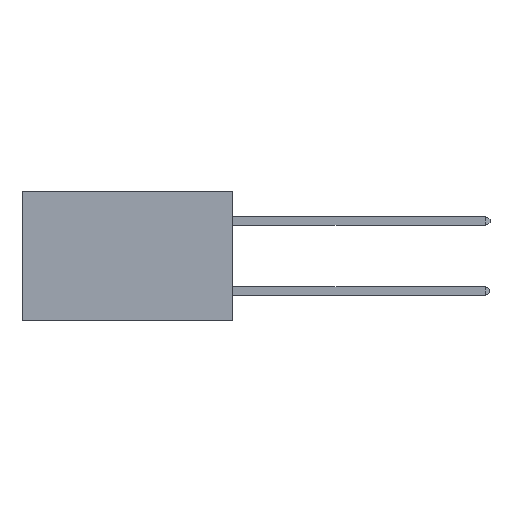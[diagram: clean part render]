
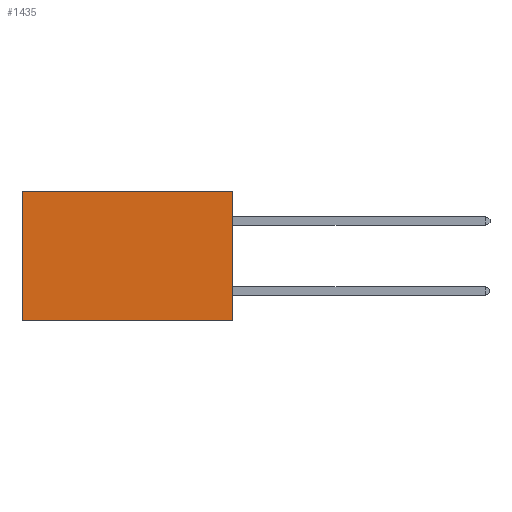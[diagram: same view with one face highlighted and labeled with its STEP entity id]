
A CAD part, left-side view. The second image highlights one B-rep face of the part: STEP entity #1435.
In plain terms, the highlighted planar face has unit normal (-1, 0, 0).
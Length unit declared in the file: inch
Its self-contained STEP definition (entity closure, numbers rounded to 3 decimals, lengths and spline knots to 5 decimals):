
#673 = CARTESIAN_POINT ( 'NONE',  ( 0.2875, 0.6, 0. ) ) ;
#1435 = ADVANCED_FACE ( 'NONE', ( #14796 ), #2741, .F. ) ;
#2741 = PLANE ( 'NONE',  #6362 ) ;
#3980 = DIRECTION ( 'NONE',  ( 0., 0., -1. ) ) ;
#4371 = CARTESIAN_POINT ( 'NONE',  ( 0.2875, 0., 0. ) ) ;
#4400 = CARTESIAN_POINT ( 'NONE',  ( 0.2875, 0., -0.37 ) ) ;
#4468 = DIRECTION ( 'NONE',  ( 0., 1., 0. ) ) ;
#5064 = CARTESIAN_POINT ( 'NONE',  ( 0.2875, 0., 0. ) ) ;
#5630 = VERTEX_POINT ( 'NONE', #13399 ) ;
#5995 = DIRECTION ( 'NONE',  ( 0., 0., -1. ) ) ;
#6362 = AXIS2_PLACEMENT_3D ( 'NONE', #4371, #15581, #5995 ) ;
#7134 = CARTESIAN_POINT ( 'NONE',  ( 0.2875, 0., 0. ) ) ;
#7199 = VECTOR ( 'NONE', #19459, 39.37008 ) ;
#7389 = VECTOR ( 'NONE', #3980, 39.37008 ) ;
#7504 = VERTEX_POINT ( 'NONE', #12671 ) ;
#8077 = LINE ( 'NONE', #4400, #16589 ) ;
#8113 = VERTEX_POINT ( 'NONE', #20565 ) ;
#10088 = EDGE_CURVE ( 'NONE', #14540, #5630, #11473, .T. ) ;
#10665 = ORIENTED_EDGE ( 'NONE', *, *, #11262, .T. ) ;
#10746 = ORIENTED_EDGE ( 'NONE', *, *, #19463, .T. ) ;
#11262 = EDGE_CURVE ( 'NONE', #8113, #7504, #11671, .T. ) ;
#11473 = LINE ( 'NONE', #5064, #7199 ) ;
#11671 = LINE ( 'NONE', #673, #7389 ) ;
#12133 = ORIENTED_EDGE ( 'NONE', *, *, #10088, .F. ) ;
#12499 = VECTOR ( 'NONE', #16582, 39.37008 ) ;
#12671 = CARTESIAN_POINT ( 'NONE',  ( 0.2875, 0.6, -0.37 ) ) ;
#12802 = EDGE_CURVE ( 'NONE', #5630, #7504, #8077, .T. ) ;
#13380 = CARTESIAN_POINT ( 'NONE',  ( 0.2875, 0., 0. ) ) ;
#13399 = CARTESIAN_POINT ( 'NONE',  ( 0.2875, 0., -0.37 ) ) ;
#14540 = VERTEX_POINT ( 'NONE', #7134 ) ;
#14796 = FACE_OUTER_BOUND ( 'NONE', #16382, .T. ) ;
#15581 = DIRECTION ( 'NONE',  ( 1., 0., 0. ) ) ;
#16382 = EDGE_LOOP ( 'NONE', ( #10665, #16827, #12133, #10746 ) ) ;
#16582 = DIRECTION ( 'NONE',  ( 0., 1., 0. ) ) ;
#16589 = VECTOR ( 'NONE', #4468, 39.37008 ) ;
#16827 = ORIENTED_EDGE ( 'NONE', *, *, #12802, .F. ) ;
#17231 = LINE ( 'NONE', #13380, #12499 ) ;
#19459 = DIRECTION ( 'NONE',  ( 0., 0., -1. ) ) ;
#19463 = EDGE_CURVE ( 'NONE', #14540, #8113, #17231, .T. ) ;
#20565 = CARTESIAN_POINT ( 'NONE',  ( 0.2875, 0.6, 0. ) ) ;
